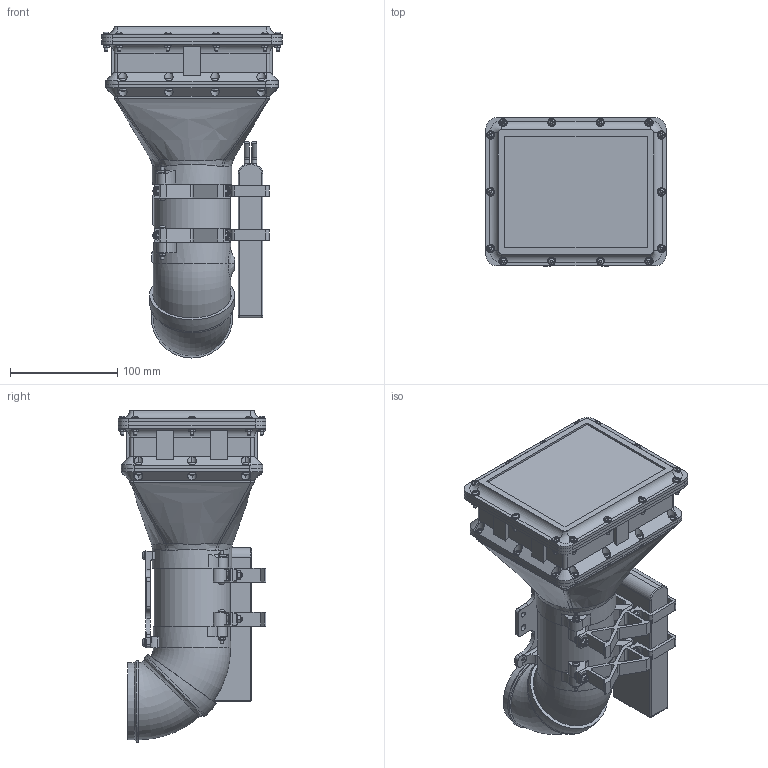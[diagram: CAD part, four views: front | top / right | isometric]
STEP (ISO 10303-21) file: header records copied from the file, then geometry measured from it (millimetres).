
FILE_DESCRIPTION(/* description */ (''),/* implementation_level */ '2;1');
FILE_NAME(/* name */ 'ASSEMBLY_Main.stp',/* time_stamp */ '2025-07-27T13:05:13+02:00',/* author */ ('Andrzej'),/* organization */ (''),/* preprocessor_version */ 'ST-DEVELOPER v20.1',/* originating_system */ 'Autodesk Inventor 2026',/* authorisation */ '');
FILE_SCHEMA (('AUTOMOTIVE_DESIGN { 1 0 10303 214 3 1 1 }'));
Length unit declared in the file: millimetre
Products named in the file (25): ASSEMBLY_Main; ISO 7380-1 - M3 x 16; ISO 7380-1 - M3 x 10; ISO 7380-1 - M4 x 12; ISO 7380-1 - M3 x 30; DIN 125-2 - A 3,2; ISO 7380-1 - M4 x 20; DIN 934 - M4; DIN 125-2 - A 4,3; ISO 7380-1 - M4 x 16; DIN 934 - M3; 3DP_PLA_Filter_stage; COTS_HP_BLC7000_Fan_Case; COTS_Zelmer_108x137mm_HEPA_filter; 3DP_PLA_Filter_stage_to_turbine_adapter; 3DP_PLA_Internal_filter_mesh; 3DP_PLA_Front_filter_mount_hood; 3DP_PLA_Front_filter_mount_hood_spacer; 3DP_PLA_Turbine_stand; 3DP_PLA_Front_filter_mesh; COTS_ZIPPY_Li-Po_Battery_5000mAh_3S; 3DP_PLA_Battery_mount; 3DP_PLA_Turbine_exhaust_bottom_part; 3DP_PLA_Turbine_exhaust_top_part; 3DP_PLA_Switch_&_handle_mount_plate
Assembly tree (164 placements, depth 2):
  ASSEMBLY_Main
    DIN 125-2 - A 3,2  x64
    ISO 7380-1 - M3 x 16  x14
    DIN 934 - M3  x32
    ISO 7380-1 - M3 x 10  x14
    DIN 125-2 - A 4,3  x10
    ISO 7380-1 - M4 x 12  x2
    DIN 934 - M4  x4
    ISO 7380-1 - M3 x 30  x4
    ISO 7380-1 - M4 x 20  x2
    ISO 7380-1 - M4 x 16  x2
    3DP_PLA_Filter_stage
    COTS_HP_BLC7000_Fan_Case
    COTS_Zelmer_108x137mm_HEPA_filter
    3DP_PLA_Filter_stage_to_turbine_adapter
    3DP_PLA_Turbine_stand  x2
    3DP_PLA_Internal_filter_mesh
    3DP_PLA_Front_filter_mount_hood
    3DP_PLA_Front_filter_mount_hood_spacer
    3DP_PLA_Front_filter_mesh
    COTS_ZIPPY_Li-Po_Battery_5000mAh_3S
    3DP_PLA_Battery_mount  x2
    3DP_PLA_Turbine_exhaust_bottom_part
    3DP_PLA_Turbine_exhaust_top_part
    3DP_PLA_Switch_&_handle_mount_plate
Bounding box: 168 x 138 x 309.6 mm (x, y, z)
Volume: 1080099.4 mm3; surface area: 467027.4 mm2
Topology: 164 solids, 164 shells, 2221 faces, 5217 edges, 3375 vertices
Faces by surface type: plane 1179, cylinder 666, cone 233, bspline 85, torus 58
Full cylindrical faces by diameter (mm): 2.459 x32, 3 x40, 3.2 x138, 3.242 x4, 4 x10, 4.2 x4, 4.3 x10, 4.5 x4, 4.8 x6, 5.1 x1, 5.7 x32, 6 x2, 7 x64, 7.6 x6, 8 x6, 9 x10, 66 x4, 68.2 x1, 68.4 x1, 68.6 x1, 68.8 x1, 71 x1, 72 x2, 74 x1, 76 x1
Entity records: 39892 total; most frequent: CARTESIAN_POINT 14640, DIRECTION 5250, ORIENTED_EDGE 4796, EDGE_CURVE 2398, AXIS2_PLACEMENT_3D 2006, VERTEX_POINT 1535, LINE 1238, VECTOR 1238
